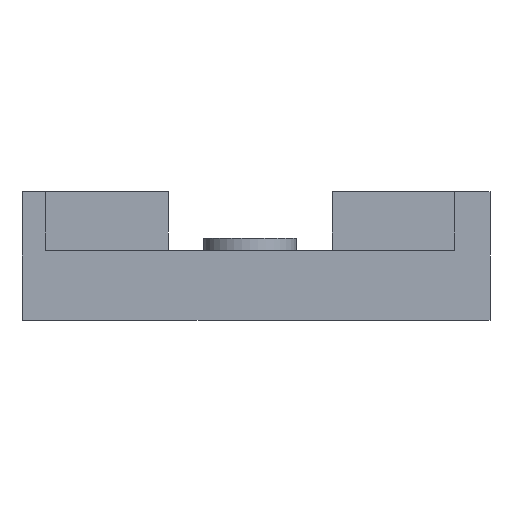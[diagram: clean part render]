
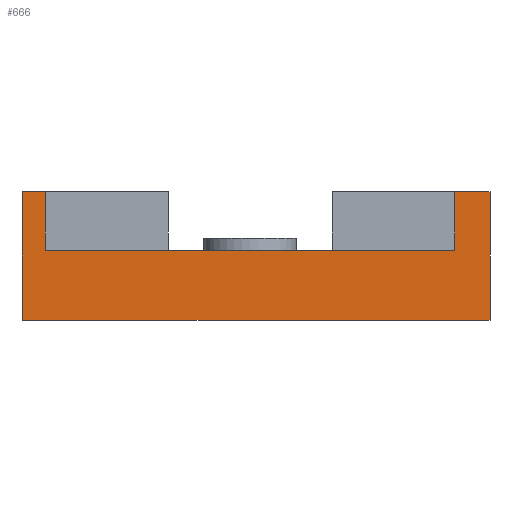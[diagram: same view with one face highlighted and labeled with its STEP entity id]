
A CAD part, front view. The second image highlights one B-rep face of the part: STEP entity #666.
In plain terms, the highlighted planar face has unit normal (0, -1, 0).
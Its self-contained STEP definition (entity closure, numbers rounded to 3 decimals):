
#76=FACE_OUTER_BOUND('',#120,.T.);
#120=EDGE_LOOP('',(#599,#600,#601,#602,#603,#604,#605,#606));
#133=LINE('',#932,#211);
#135=LINE('',#938,#213);
#139=LINE('',#947,#217);
#144=LINE('',#958,#222);
#147=LINE('',#970,#225);
#174=LINE('',#1025,#252);
#185=LINE('',#1046,#263);
#195=LINE('',#1065,#273);
#211=VECTOR('',#758,10.);
#213=VECTOR('',#762,10.);
#217=VECTOR('',#768,10.);
#222=VECTOR('',#775,10.);
#225=VECTOR('',#790,10.);
#252=VECTOR('',#835,10.);
#263=VECTOR('',#852,10.);
#273=VECTOR('',#876,10.);
#287=VERTEX_POINT('',#925);
#290=VERTEX_POINT('',#930);
#291=VERTEX_POINT('',#934);
#293=VERTEX_POINT('',#937);
#296=VERTEX_POINT('',#944);
#297=VERTEX_POINT('',#946);
#301=VERTEX_POINT('',#955);
#302=VERTEX_POINT('',#957);
#353=EDGE_CURVE('',#290,#287,#133,.T.);
#355=EDGE_CURVE('',#291,#293,#135,.T.);
#359=EDGE_CURVE('',#296,#297,#139,.T.);
#364=EDGE_CURVE('',#301,#302,#144,.T.);
#370=EDGE_CURVE('',#302,#291,#147,.T.);
#399=EDGE_CURVE('',#293,#290,#174,.T.);
#410=EDGE_CURVE('',#301,#297,#185,.T.);
#420=EDGE_CURVE('',#287,#296,#195,.F.);
#599=ORIENTED_EDGE('',*,*,#420,.F.);
#600=ORIENTED_EDGE('',*,*,#353,.F.);
#601=ORIENTED_EDGE('',*,*,#399,.F.);
#602=ORIENTED_EDGE('',*,*,#355,.F.);
#603=ORIENTED_EDGE('',*,*,#370,.F.);
#604=ORIENTED_EDGE('',*,*,#364,.F.);
#605=ORIENTED_EDGE('',*,*,#410,.T.);
#606=ORIENTED_EDGE('',*,*,#359,.F.);
#633=PLANE('',#725);
#666=ADVANCED_FACE('',(#76),#633,.T.);
#725=AXIS2_PLACEMENT_3D('',#1079,#894,#895);
#758=DIRECTION('',(0.,0.,-1.));
#762=DIRECTION('',(0.,0.,1.));
#768=DIRECTION('',(0.,0.,1.));
#775=DIRECTION('',(0.,0.,-1.));
#790=DIRECTION('',(1.,0.,0.));
#835=DIRECTION('',(1.,0.,0.));
#852=DIRECTION('',(-1.,0.,0.));
#876=DIRECTION('',(1.,0.,0.));
#894=DIRECTION('center_axis',(0.,-1.,0.));
#895=DIRECTION('ref_axis',(1.,0.,0.));
#925=CARTESIAN_POINT('',(20.5,0.,-1.));
#930=CARTESIAN_POINT('',(20.5,0.,10.));
#932=CARTESIAN_POINT('',(20.5,0.,-1.));
#934=CARTESIAN_POINT('',(17.5,0.,5.));
#937=CARTESIAN_POINT('',(17.5,0.,10.));
#938=CARTESIAN_POINT('',(17.5,0.,-1.));
#944=CARTESIAN_POINT('',(-19.5,0.,-1.));
#946=CARTESIAN_POINT('',(-19.5,0.,10.));
#947=CARTESIAN_POINT('',(-19.5,0.,10.));
#955=CARTESIAN_POINT('',(-17.5,0.,10.));
#957=CARTESIAN_POINT('',(-17.5,0.,5.));
#958=CARTESIAN_POINT('',(-17.5,0.,10.));
#970=CARTESIAN_POINT('',(17.5,0.,5.));
#1025=CARTESIAN_POINT('',(17.5,0.,10.));
#1046=CARTESIAN_POINT('',(-17.5,0.,10.));
#1065=CARTESIAN_POINT('',(-8.75,0.,-1.));
#1079=CARTESIAN_POINT('Origin',(-17.5,0.,0.));
